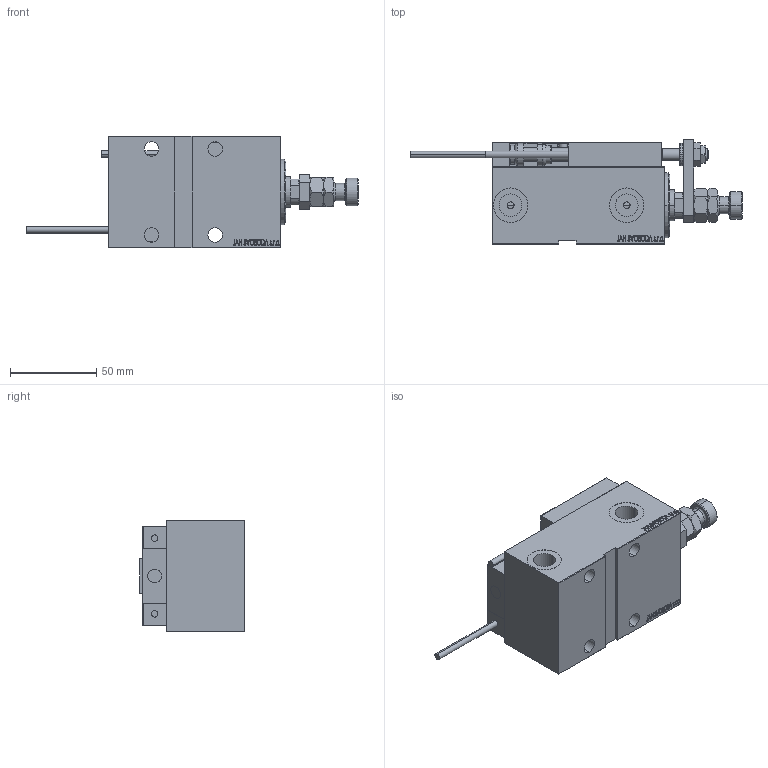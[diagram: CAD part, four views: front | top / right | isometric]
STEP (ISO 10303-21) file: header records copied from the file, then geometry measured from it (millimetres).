
FILE_DESCRIPTION (( 'STEP AP203' ), '1' );
FILE_NAME ('481c.STEP', '2021-03-18T15:52:23', ( '' ), ( '' ), 'SwSTEP 2.0', 'SolidWorks 2019', '' );
FILE_SCHEMA (( 'CONFIG_CONTROL_DESIGN' ));
Length unit declared in the file: millimetre
Products named in the file (17): NUT_D12 7fd6fa0fc2cc8618f4b77c0a87b6b87f; KONCOVKA 7fd6fa0fc2cc8618f4b77c0a87b6b87f; V450CM_E 7fd6fa0fc2cc8618f4b77c0a87b6b87f; MAGNET 7fd6fa0fc2cc8618f4b77c0a87b6b87f; ALLEN BOLT D8 7fd6fa0fc2cc8618f4b77c0a87b6b87f; SWITCH DIM B,W 7fd6fa0fc2cc8618f4b77c0a87b6b87f; X_Y_MFA 7fd6fa0fc2cc8618f4b77c0a87b6b87f; V450CM_VC_B 7fd6fa0fc2cc8618f4b77c0a87b6b87f; V450CM_E_VCP 7fd6fa0fc2cc8618f4b77c0a87b6b87f; ZARAZKA 7fd6fa0fc2cc8618f4b77c0a87b6b87f; TYC_L79 7fd6fa0fc2cc8618f4b77c0a87b6b87f; 481c; NUT_D10 7fd6fa0fc2cc8618f4b77c0a87b6b87f; Block 7fd6fa0fc2cc8618f4b77c0a87b6b87f; SWITCH X 7fd6fa0fc2cc8618f4b77c0a87b6b87f; ALLEN BOLT D5 7fd6fa0fc2cc8618f4b77c0a87b6b87f; SWITCH_X_FRONT_BACK 7fd6fa0fc2cc8618f4b77c0a87b6b87f
Assembly tree (26 placements, depth 3):
  481c
    V450CM_E 7fd6fa0fc2cc8618f4b77c0a87b6b87f
    V450CM_E_VCP 7fd6fa0fc2cc8618f4b77c0a87b6b87f
    V450CM_VC_B 7fd6fa0fc2cc8618f4b77c0a87b6b87f
    SWITCH X 7fd6fa0fc2cc8618f4b77c0a87b6b87f
      SWITCH_X_FRONT_BACK 7fd6fa0fc2cc8618f4b77c0a87b6b87f  x2
      TYC_L79 7fd6fa0fc2cc8618f4b77c0a87b6b87f
      Block 7fd6fa0fc2cc8618f4b77c0a87b6b87f  x2
      ALLEN BOLT D5 7fd6fa0fc2cc8618f4b77c0a87b6b87f  x4
      ALLEN BOLT D8 7fd6fa0fc2cc8618f4b77c0a87b6b87f  x4
      MAGNET 7fd6fa0fc2cc8618f4b77c0a87b6b87f  x2
      KONCOVKA 7fd6fa0fc2cc8618f4b77c0a87b6b87f  x2
    SWITCH DIM B,W 7fd6fa0fc2cc8618f4b77c0a87b6b87f
    ZARAZKA 7fd6fa0fc2cc8618f4b77c0a87b6b87f
    NUT_D10 7fd6fa0fc2cc8618f4b77c0a87b6b87f
    NUT_D12 7fd6fa0fc2cc8618f4b77c0a87b6b87f
    X_Y_MFA 7fd6fa0fc2cc8618f4b77c0a87b6b87f
Bounding box: 193 x 60.5 x 65 mm (x, y, z)
Volume: 315207.9 mm3; surface area: 80611.8 mm2
Topology: 25 solids, 25 shells, 1348 faces, 3217 edges, 2046 vertices
Faces by surface type: plane 587, bspline 380, cylinder 188, cone 141, torus 48, sphere 4
Entity records: 51917 total; most frequent: CARTESIAN_POINT 26076, ORIENTED_EDGE 5454, DIRECTION 3718, EDGE_CURVE 2727, VERTEX_POINT 1770, LINE 1534, VECTOR 1534, EDGE_LOOP 1259
